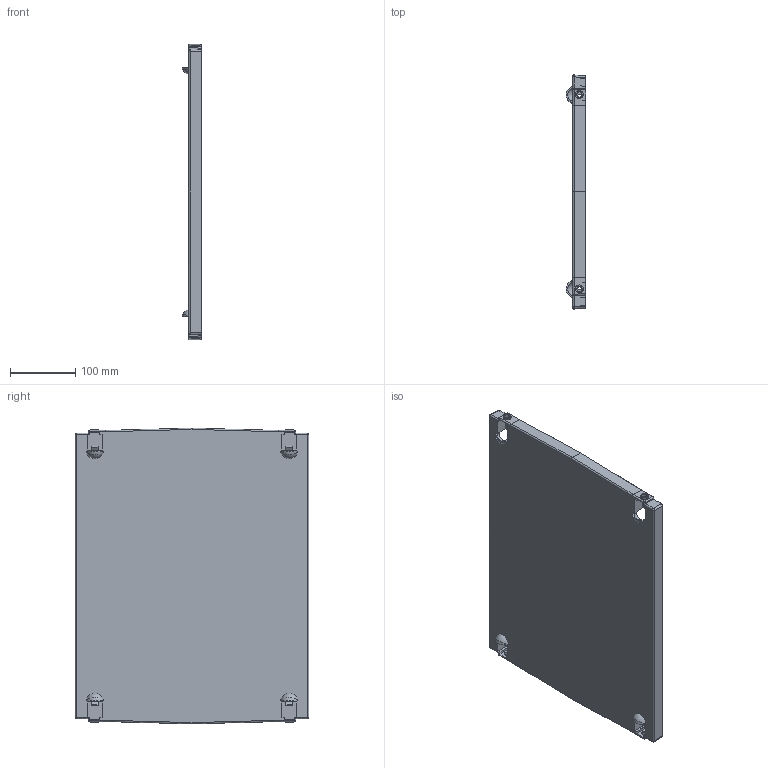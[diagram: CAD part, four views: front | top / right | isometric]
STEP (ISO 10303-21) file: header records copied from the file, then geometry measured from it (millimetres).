
FILE_DESCRIPTION((''),'2;1');
FILE_NAME('GW46415','2021-03-24T14:07:37',('User'),('Axiro Italia'),'CREO PARAMETRIC BY PTC INC, 2020354','CREO PARAMETRIC BY PTC INC, 2020354','');
FILE_SCHEMA(('CONFIG_CONTROL_DESIGN'));
Length unit declared in the file: millimetre
Products named in the file (1): GW46415
Bounding box: 30.34 x 356.86 x 451.86 mm (x, y, z)
Volume: 552234.8 mm3; surface area: 385482.1 mm2
Topology: 1 solids, 1 shells, 199 faces, 562 edges, 354 vertices
Faces by surface type: plane 131, cylinder 48, sphere 16, bspline 4
Entity records: 7806 total; most frequent: CARTESIAN_POINT 2747, ORIENTED_EDGE 1084, DIRECTION 958, EDGE_CURVE 542, VECTOR 416, LINE 416, VERTEX_POINT 354, AXIS2_PLACEMENT_3D 271
